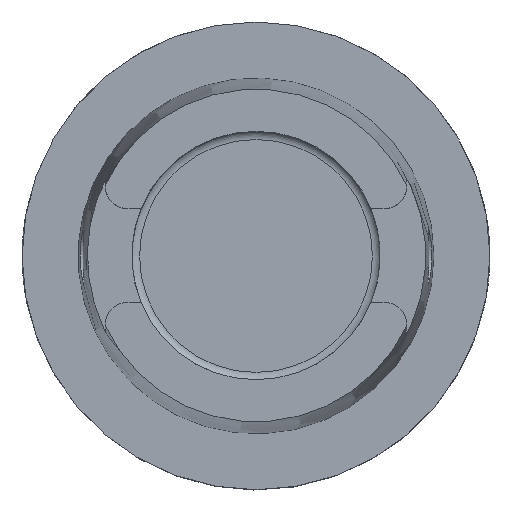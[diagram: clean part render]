
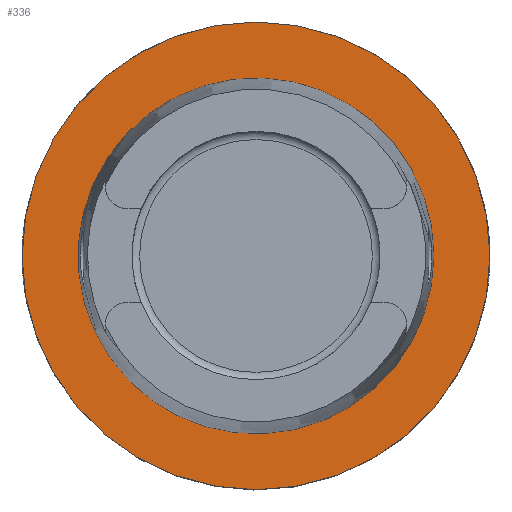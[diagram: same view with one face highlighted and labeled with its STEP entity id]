
A CAD part, top view. The second image highlights one B-rep face of the part: STEP entity #336.
In plain terms, the highlighted planar face has unit normal (0, 0, 1).
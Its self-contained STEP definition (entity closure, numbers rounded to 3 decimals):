
#148=FACE_BOUND('',#1266,.T.);
#149=FACE_BOUND('',#1267,.T.);
#336=ADVANCED_FACE('',(#148,#149),#672,.F.);
#672=PLANE('',#6910);
#1266=EDGE_LOOP('',(#1967));
#1267=EDGE_LOOP('',(#1968));
#1641=CIRCLE('',#6865,49.965);
#1665=CIRCLE('',#6908,38.008);
#1967=ORIENTED_EDGE('',*,*,#4460,.F.);
#1968=ORIENTED_EDGE('',*,*,#4537,.T.);
#3791=VERTEX_POINT('',#9330);
#3846=VERTEX_POINT('',#9616);
#4460=EDGE_CURVE('',#3791,#3791,#1641,.T.);
#4537=EDGE_CURVE('',#3846,#3846,#1665,.T.);
#6865=AXIS2_PLACEMENT_3D('',#9329,#7463,#7464);
#6908=AXIS2_PLACEMENT_3D('',#9615,#7579,#7580);
#6910=AXIS2_PLACEMENT_3D('',#9618,#7583,#7584);
#7463=DIRECTION('',(0.,0.,-1.));
#7464=DIRECTION('',(1.,0.,0.));
#7579=DIRECTION('',(0.,0.,-1.));
#7580=DIRECTION('',(1.,0.,0.));
#7583=DIRECTION('',(0.,0.,-1.));
#7584=DIRECTION('',(-1.,0.,0.));
#9329=CARTESIAN_POINT('',(0.,0.,0.));
#9330=CARTESIAN_POINT('',(49.965,0.,0.));
#9615=CARTESIAN_POINT('',(0.,0.,0.));
#9616=CARTESIAN_POINT('',(38.008,0.,0.));
#9618=CARTESIAN_POINT('',(0.,-39.062,0.));
